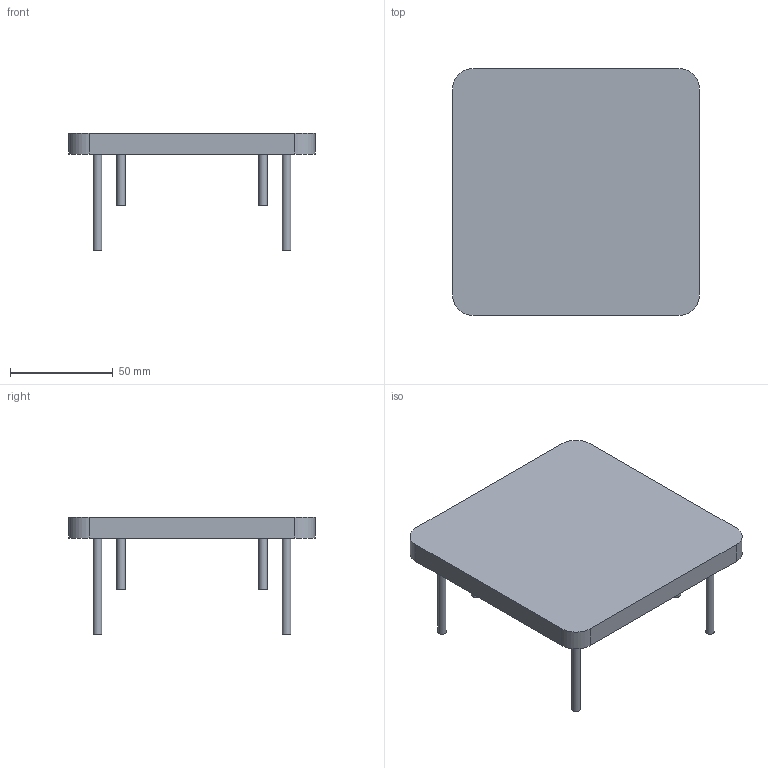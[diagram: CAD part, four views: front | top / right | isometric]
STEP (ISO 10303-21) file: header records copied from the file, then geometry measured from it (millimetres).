
FILE_DESCRIPTION(/* description */ (''),/* implementation_level */ '2;1');
FILE_NAME(/* name */ 'BasePrint.step',/* time_stamp */ '2025-07-07T16:55:29+10:00',/* author */ (''),/* organization */ (''),/* preprocessor_version */ 'ST-DEVELOPER v20.1',/* originating_system */ 'Autodesk Translation Framework v14.10.0.0',/* authorisation */ '');
FILE_SCHEMA (('AUTOMOTIVE_DESIGN { 1 0 10303 214 3 1 1 }'));
Length unit declared in the file: millimetre
Products named in the file (2): PrintPart1; Heat Inserts
Assembly tree (1 placements, depth 2):
  PrintPart1
    Heat Inserts
Bounding box: 120 x 120 x 56.9 mm (x, y, z)
Volume: 147120.6 mm3; surface area: 37267.8 mm2
Topology: 9 solids, 9 shells, 34 faces, 48 edges, 32 vertices
Faces by surface type: plane 22, cylinder 12
Full cylindrical faces by diameter (mm): 4.2 x8
Entity records: 783 total; most frequent: DIRECTION 146, CARTESIAN_POINT 117, ORIENTED_EDGE 96, AXIS2_PLACEMENT_3D 61, EDGE_CURVE 48, FACE_OUTER_BOUND 34, EDGE_LOOP 34, ADVANCED_FACE 34
